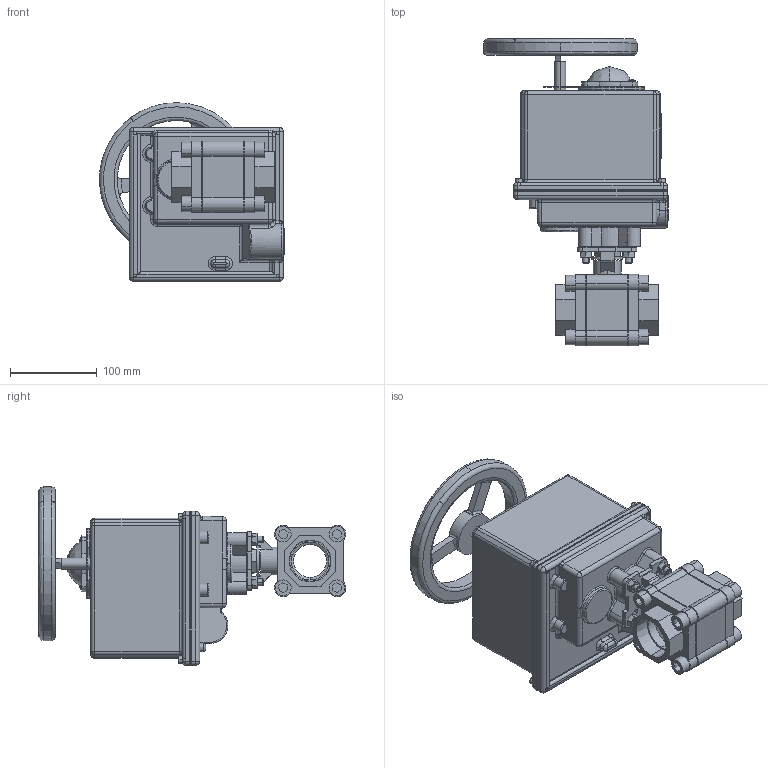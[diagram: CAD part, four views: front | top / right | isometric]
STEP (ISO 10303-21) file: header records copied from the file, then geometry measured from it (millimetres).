
FILE_DESCRIPTION (( 'STEP AP203' ), '1' );
FILE_NAME ('4700-150F_ER-6.STEP', '2017-11-10T16:21:07', ( '' ), ( '' ), 'SwSTEP 2.0', 'SolidWorks 2014', '' );
FILE_SCHEMA (( 'CONFIG_CONTROL_DESIGN' ));
Length unit declared in the file: inch
Products named in the file (1): 4700-150F_ER-6
Bounding box: 213.64 x 355.31 x 206.35 mm (x, y, z)
Surface area: 318721.4 mm2 (no closed solid volume)
Topology: 0 solids, 64 shells, 915 faces, 2756 edges, 1857 vertices
Faces by surface type: plane 392, cylinder 296, bspline 160, cone 67
Entity records: 41936 total; most frequent: CARTESIAN_POINT 18828, ORIENTED_EDGE 4580, DIRECTION 4495, EDGE_CURVE 2737, VERTEX_POINT 1857, AXIS2_PLACEMENT_3D 1559, LINE 1377, VECTOR 1377
